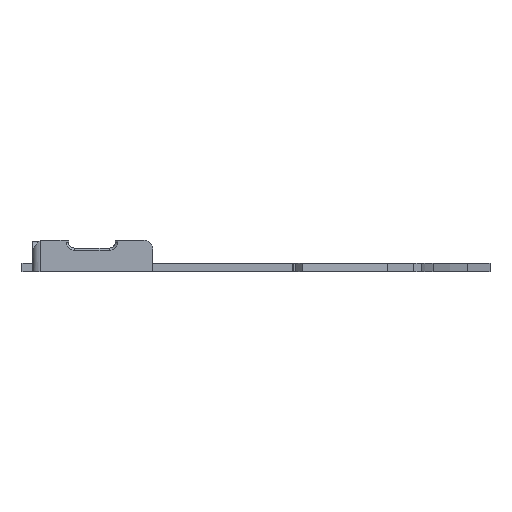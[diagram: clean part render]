
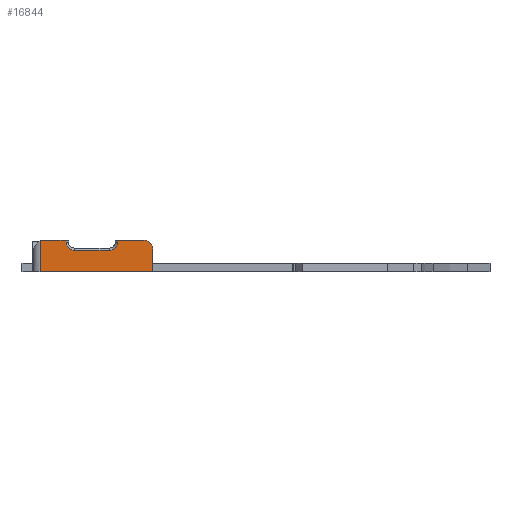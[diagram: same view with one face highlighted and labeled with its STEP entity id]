
A CAD part, left-side view. The second image highlights one B-rep face of the part: STEP entity #16844.
In plain terms, the highlighted planar face has unit normal (-1, 0, 0).
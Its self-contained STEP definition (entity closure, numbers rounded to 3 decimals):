
#1211=PLANE('',#17906);
#1823=FACE_OUTER_BOUND('',#2743,.T.);
#2743=EDGE_LOOP('',(#12229,#12230,#12231,#12232,#12233,#12234,#12235,#12236,
#12237,#12238,#12239,#12240));
#3722=CIRCLE('',#17907,1.8);
#3723=CIRCLE('',#17908,1.7);
#3724=CIRCLE('',#17909,1.7);
#3914=LINE('',#22476,#5597);
#4132=LINE('',#23760,#5815);
#4137=LINE('',#23768,#5820);
#4138=LINE('',#23772,#5821);
#4139=LINE('',#23774,#5822);
#4140=LINE('',#23778,#5823);
#4141=LINE('',#23782,#5824);
#4142=LINE('',#23784,#5825);
#4143=LINE('',#23785,#5826);
#5597=VECTOR('',#19096,1000.);
#5815=VECTOR('',#19450,1000.);
#5820=VECTOR('',#19457,1000.);
#5821=VECTOR('',#19460,1000.);
#5822=VECTOR('',#19461,1000.);
#5823=VECTOR('',#19464,1000.);
#5824=VECTOR('',#19467,1000.);
#5825=VECTOR('',#19468,1000.);
#5826=VECTOR('',#19469,1000.);
#7369=VERTEX_POINT('',#22468);
#7372=VERTEX_POINT('',#22474);
#7579=VERTEX_POINT('',#23758);
#7580=VERTEX_POINT('',#23759);
#7583=VERTEX_POINT('',#23769);
#7584=VERTEX_POINT('',#23771);
#7585=VERTEX_POINT('',#23773);
#7586=VERTEX_POINT('',#23775);
#7587=VERTEX_POINT('',#23777);
#7588=VERTEX_POINT('',#23779);
#7589=VERTEX_POINT('',#23781);
#7590=VERTEX_POINT('',#23783);
#9153=EDGE_CURVE('',#7369,#7372,#3914,.T.);
#9461=EDGE_CURVE('',#7579,#7580,#4132,.T.);
#9466=EDGE_CURVE('',#7580,#7372,#4137,.T.);
#9467=EDGE_CURVE('',#7579,#7583,#3722,.T.);
#9468=EDGE_CURVE('',#7584,#7583,#4138,.T.);
#9469=EDGE_CURVE('',#7585,#7584,#4139,.T.);
#9470=EDGE_CURVE('',#7586,#7585,#3723,.T.);
#9471=EDGE_CURVE('',#7587,#7586,#4140,.T.);
#9472=EDGE_CURVE('',#7588,#7587,#3724,.T.);
#9473=EDGE_CURVE('',#7589,#7588,#4141,.T.);
#9474=EDGE_CURVE('',#7590,#7589,#4142,.T.);
#9475=EDGE_CURVE('',#7590,#7369,#4143,.T.);
#12229=ORIENTED_EDGE('',*,*,#9153,.T.);
#12230=ORIENTED_EDGE('',*,*,#9466,.F.);
#12231=ORIENTED_EDGE('',*,*,#9461,.F.);
#12232=ORIENTED_EDGE('',*,*,#9467,.T.);
#12233=ORIENTED_EDGE('',*,*,#9468,.F.);
#12234=ORIENTED_EDGE('',*,*,#9469,.F.);
#12235=ORIENTED_EDGE('',*,*,#9470,.F.);
#12236=ORIENTED_EDGE('',*,*,#9471,.F.);
#12237=ORIENTED_EDGE('',*,*,#9472,.F.);
#12238=ORIENTED_EDGE('',*,*,#9473,.F.);
#12239=ORIENTED_EDGE('',*,*,#9474,.F.);
#12240=ORIENTED_EDGE('',*,*,#9475,.T.);
#16844=ADVANCED_FACE('',(#1823),#1211,.T.);
#17906=AXIS2_PLACEMENT_3D('',#23767,#19455,#19456);
#17907=AXIS2_PLACEMENT_3D('',#23770,#19458,#19459);
#17908=AXIS2_PLACEMENT_3D('',#23776,#19462,#19463);
#17909=AXIS2_PLACEMENT_3D('',#23780,#19465,#19466);
#19096=DIRECTION('',(0.,0.,-1.));
#19450=DIRECTION('',(0.,0.,-1.));
#19455=DIRECTION('center_axis',(-1.,0.,0.));
#19456=DIRECTION('ref_axis',(0.,0.,1.));
#19457=DIRECTION('',(0.,1.,0.));
#19458=DIRECTION('center_axis',(-1.,0.,0.));
#19459=DIRECTION('ref_axis',(0.,-1.,0.));
#19460=DIRECTION('',(0.,-1.,0.));
#19461=DIRECTION('',(0.,0.,1.));
#19462=DIRECTION('center_axis',(-1.,0.,0.));
#19463=DIRECTION('ref_axis',(0.,0.,-1.));
#19464=DIRECTION('',(0.,-1.,0.));
#19465=DIRECTION('center_axis',(-1.,0.,0.));
#19466=DIRECTION('ref_axis',(0.,1.,0.));
#19467=DIRECTION('',(0.,0.,-1.));
#19468=DIRECTION('',(0.,-1.,0.));
#19469=DIRECTION('',(0.,0.826,-0.563));
#22468=CARTESIAN_POINT('',(28.638,-49.155,4.117));
#22474=CARTESIAN_POINT('',(28.638,-49.155,-2.2));
#22476=CARTESIAN_POINT('',(28.638,-49.155,-2.));
#23758=CARTESIAN_POINT('',(28.638,-71.9,2.395));
#23759=CARTESIAN_POINT('',(28.638,-71.9,-2.2));
#23760=CARTESIAN_POINT('',(28.638,-71.9,-2.));
#23767=CARTESIAN_POINT('Origin',(28.638,-71.9,-2.));
#23768=CARTESIAN_POINT('',(28.638,-71.9,-2.2));
#23769=CARTESIAN_POINT('',(28.638,-70.1,4.195));
#23770=CARTESIAN_POINT('Origin',(28.638,-70.1,2.395));
#23771=CARTESIAN_POINT('',(28.638,-64.8,4.195));
#23772=CARTESIAN_POINT('',(28.638,-49.155,4.195));
#23773=CARTESIAN_POINT('',(28.638,-64.8,3.81));
#23774=CARTESIAN_POINT('',(28.638,-64.8,2.24));
#23775=CARTESIAN_POINT('',(28.638,-63.1,2.11));
#23776=CARTESIAN_POINT('Origin',(28.638,-63.1,3.81));
#23777=CARTESIAN_POINT('',(28.638,-56.1,2.11));
#23778=CARTESIAN_POINT('',(28.638,-55.378,2.11));
#23779=CARTESIAN_POINT('',(28.638,-54.4,3.81));
#23780=CARTESIAN_POINT('Origin',(28.638,-56.1,3.81));
#23781=CARTESIAN_POINT('',(28.638,-54.4,4.195));
#23782=CARTESIAN_POINT('',(28.638,-54.4,1.655));
#23783=CARTESIAN_POINT('',(28.638,-49.269,4.195));
#23784=CARTESIAN_POINT('',(28.638,-49.155,4.195));
#23785=CARTESIAN_POINT('',(28.638,-47.969,3.309));
